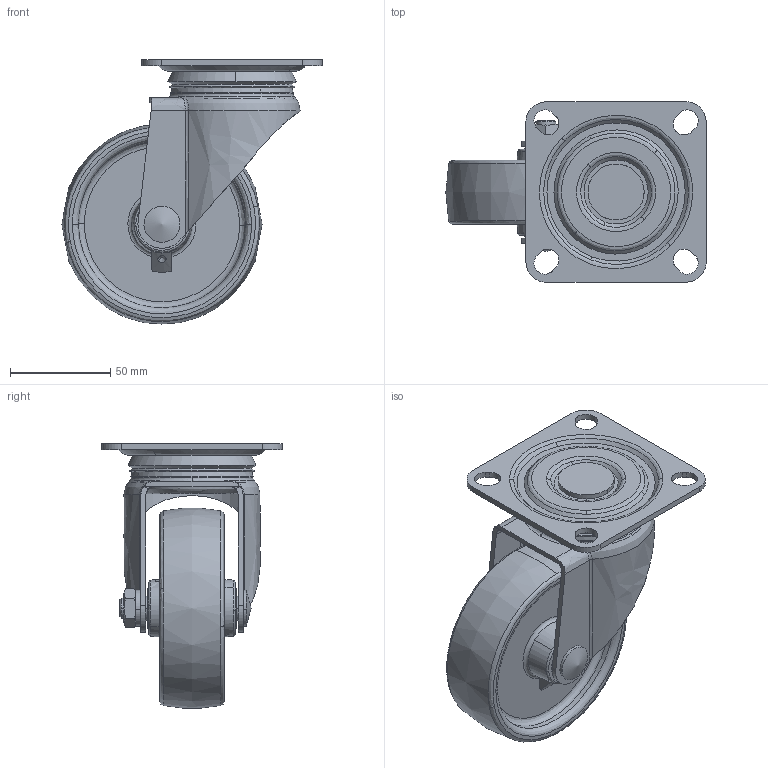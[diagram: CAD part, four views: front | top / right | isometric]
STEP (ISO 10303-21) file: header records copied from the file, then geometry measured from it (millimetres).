
FILE_DESCRIPTION((''),'2;1');
FILE_NAME('','2008-05-01T20:45:03',(''),(''),'','CADfix','');
FILE_SCHEMA(('AUTOMOTIVE_DESIGN { 1 0 10303 214 1 1 1 1 }'));
Length unit declared in the file: millimetre
Bounding box: 130 x 90 x 131.84 mm (x, y, z)
Volume: 268478.7 mm3; surface area: 82861.3 mm2
Topology: 5 solids, 5 shells, 247 faces, 754 edges, 532 vertices
Faces by surface type: bspline 247
Entity records: 13256 total; most frequent: CARTESIAN_POINT 9189, ORIENTED_EDGE 1492, EDGE_CURVE 746, VERTEX_POINT 532, EDGE_LOOP 288, FACE_OUTER_BOUND 247, ADVANCED_FACE 247, QUASI_UNIFORM_CURVE 177
